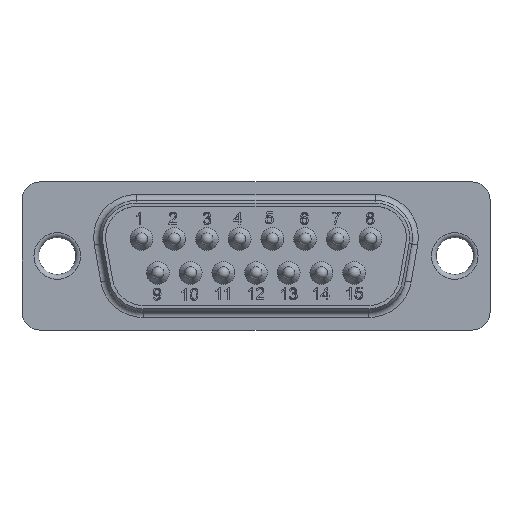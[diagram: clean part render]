
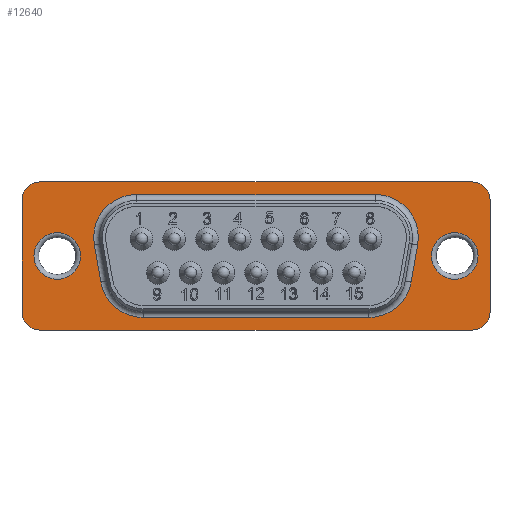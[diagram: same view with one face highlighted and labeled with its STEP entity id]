
A CAD part, top view. The second image highlights one B-rep face of the part: STEP entity #12640.
In plain terms, the highlighted face is planar.
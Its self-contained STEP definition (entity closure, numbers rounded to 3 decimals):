
#578=CIRCLE('',#13592,1.95);
#580=CIRCLE('',#13594,1.95);
#581=CIRCLE('',#13596,1.5);
#582=CIRCLE('',#13597,1.5);
#583=CIRCLE('',#13598,1.5);
#584=CIRCLE('',#13599,1.5);
#585=CIRCLE('',#13600,1.95);
#586=CIRCLE('',#13601,1.95);
#587=CIRCLE('',#13602,3.6);
#588=CIRCLE('',#13603,3.6);
#589=CIRCLE('',#13604,3.6);
#590=CIRCLE('',#13605,3.6);
#758=FACE_BOUND('',#2598,.T.);
#759=FACE_BOUND('',#2599,.T.);
#760=FACE_BOUND('',#2600,.T.);
#1128=PLANE('',#13595);
#1786=FACE_OUTER_BOUND('',#2597,.T.);
#2597=EDGE_LOOP('',(#11590,#11591,#11592,#11593,#11594,#11595,#11596,#11597));
#2598=EDGE_LOOP('',(#11598,#11599));
#2599=EDGE_LOOP('',(#11600,#11601,#11602,#11603,#11604,#11605,#11606,#11607));
#2600=EDGE_LOOP('',(#11608,#11609));
#3740=LINE('',#24583,#4888);
#3741=LINE('',#24587,#4889);
#3742=LINE('',#24591,#4890);
#3743=LINE('',#24594,#4891);
#3744=LINE('',#24601,#4892);
#3745=LINE('',#24605,#4893);
#3746=LINE('',#24609,#4894);
#3747=LINE('',#24613,#4895);
#4888=VECTOR('',#16406,10.);
#4889=VECTOR('',#16409,10.);
#4890=VECTOR('',#16412,10.);
#4891=VECTOR('',#16415,10.);
#4892=VECTOR('',#16420,10.);
#4893=VECTOR('',#16423,10.);
#4894=VECTOR('',#16426,10.);
#4895=VECTOR('',#16429,10.);
#6365=VERTEX_POINT('',#24573);
#6366=VERTEX_POINT('',#24574);
#6367=VERTEX_POINT('',#24579);
#6368=VERTEX_POINT('',#24580);
#6369=VERTEX_POINT('',#24582);
#6370=VERTEX_POINT('',#24584);
#6371=VERTEX_POINT('',#24586);
#6372=VERTEX_POINT('',#24588);
#6373=VERTEX_POINT('',#24590);
#6374=VERTEX_POINT('',#24592);
#6375=VERTEX_POINT('',#24595);
#6376=VERTEX_POINT('',#24596);
#6377=VERTEX_POINT('',#24599);
#6378=VERTEX_POINT('',#24600);
#6379=VERTEX_POINT('',#24602);
#6380=VERTEX_POINT('',#24604);
#6381=VERTEX_POINT('',#24606);
#6382=VERTEX_POINT('',#24608);
#6383=VERTEX_POINT('',#24610);
#6384=VERTEX_POINT('',#24612);
#8116=EDGE_CURVE('',#6365,#6366,#578,.T.);
#8118=EDGE_CURVE('',#6366,#6365,#580,.T.);
#8119=EDGE_CURVE('',#6367,#6368,#581,.T.);
#8120=EDGE_CURVE('',#6369,#6367,#3740,.T.);
#8121=EDGE_CURVE('',#6370,#6369,#582,.T.);
#8122=EDGE_CURVE('',#6371,#6370,#3741,.T.);
#8123=EDGE_CURVE('',#6372,#6371,#583,.T.);
#8124=EDGE_CURVE('',#6373,#6372,#3742,.T.);
#8125=EDGE_CURVE('',#6374,#6373,#584,.T.);
#8126=EDGE_CURVE('',#6368,#6374,#3743,.T.);
#8127=EDGE_CURVE('',#6375,#6376,#585,.T.);
#8128=EDGE_CURVE('',#6376,#6375,#586,.T.);
#8129=EDGE_CURVE('',#6377,#6378,#3744,.T.);
#8130=EDGE_CURVE('',#6379,#6377,#587,.T.);
#8131=EDGE_CURVE('',#6380,#6379,#3745,.T.);
#8132=EDGE_CURVE('',#6381,#6380,#588,.T.);
#8133=EDGE_CURVE('',#6382,#6381,#3746,.T.);
#8134=EDGE_CURVE('',#6383,#6382,#589,.T.);
#8135=EDGE_CURVE('',#6384,#6383,#3747,.T.);
#8136=EDGE_CURVE('',#6378,#6384,#590,.T.);
#11590=ORIENTED_EDGE('',*,*,#8119,.F.);
#11591=ORIENTED_EDGE('',*,*,#8120,.F.);
#11592=ORIENTED_EDGE('',*,*,#8121,.F.);
#11593=ORIENTED_EDGE('',*,*,#8122,.F.);
#11594=ORIENTED_EDGE('',*,*,#8123,.F.);
#11595=ORIENTED_EDGE('',*,*,#8124,.F.);
#11596=ORIENTED_EDGE('',*,*,#8125,.F.);
#11597=ORIENTED_EDGE('',*,*,#8126,.F.);
#11598=ORIENTED_EDGE('',*,*,#8127,.F.);
#11599=ORIENTED_EDGE('',*,*,#8128,.F.);
#11600=ORIENTED_EDGE('',*,*,#8129,.F.);
#11601=ORIENTED_EDGE('',*,*,#8130,.F.);
#11602=ORIENTED_EDGE('',*,*,#8131,.F.);
#11603=ORIENTED_EDGE('',*,*,#8132,.F.);
#11604=ORIENTED_EDGE('',*,*,#8133,.F.);
#11605=ORIENTED_EDGE('',*,*,#8134,.F.);
#11606=ORIENTED_EDGE('',*,*,#8135,.F.);
#11607=ORIENTED_EDGE('',*,*,#8136,.F.);
#11608=ORIENTED_EDGE('',*,*,#8116,.F.);
#11609=ORIENTED_EDGE('',*,*,#8118,.F.);
#12640=ADVANCED_FACE('',(#1786,#758,#759,#760),#1128,.F.);
#13592=AXIS2_PLACEMENT_3D('',#24575,#16396,#16397);
#13594=AXIS2_PLACEMENT_3D('',#24577,#16400,#16401);
#13595=AXIS2_PLACEMENT_3D('',#24578,#16402,#16403);
#13596=AXIS2_PLACEMENT_3D('',#24581,#16404,#16405);
#13597=AXIS2_PLACEMENT_3D('',#24585,#16407,#16408);
#13598=AXIS2_PLACEMENT_3D('',#24589,#16410,#16411);
#13599=AXIS2_PLACEMENT_3D('',#24593,#16413,#16414);
#13600=AXIS2_PLACEMENT_3D('',#24597,#16416,#16417);
#13601=AXIS2_PLACEMENT_3D('',#24598,#16418,#16419);
#13602=AXIS2_PLACEMENT_3D('',#24603,#16421,#16422);
#13603=AXIS2_PLACEMENT_3D('',#24607,#16424,#16425);
#13604=AXIS2_PLACEMENT_3D('',#24611,#16427,#16428);
#13605=AXIS2_PLACEMENT_3D('',#24614,#16430,#16431);
#16396=DIRECTION('center_axis',(0.,0.,-1.));
#16397=DIRECTION('ref_axis',(-1.,0.,0.));
#16400=DIRECTION('center_axis',(0.,0.,-1.));
#16401=DIRECTION('ref_axis',(-1.,0.,0.));
#16402=DIRECTION('center_axis',(0.,0.,1.));
#16403=DIRECTION('ref_axis',(1.,0.,0.));
#16404=DIRECTION('center_axis',(0.,0.,1.));
#16405=DIRECTION('ref_axis',(-0.707,0.707,0.));
#16406=DIRECTION('',(-1.,0.,0.));
#16407=DIRECTION('center_axis',(0.,0.,1.));
#16408=DIRECTION('ref_axis',(0.707,0.707,0.));
#16409=DIRECTION('',(0.,1.,0.));
#16410=DIRECTION('center_axis',(0.,0.,1.));
#16411=DIRECTION('ref_axis',(0.707,-0.707,0.));
#16412=DIRECTION('',(1.,0.,0.));
#16413=DIRECTION('center_axis',(0.,0.,1.));
#16414=DIRECTION('ref_axis',(-0.707,-0.707,0.));
#16415=DIRECTION('',(0.,-1.,0.));
#16416=DIRECTION('center_axis',(0.,0.,-1.));
#16417=DIRECTION('ref_axis',(-1.,0.,0.));
#16418=DIRECTION('center_axis',(0.,0.,-1.));
#16419=DIRECTION('ref_axis',(-1.,0.,0.));
#16420=DIRECTION('',(-1.,0.,0.));
#16421=DIRECTION('center_axis',(0.,0.,-1.));
#16422=DIRECTION('ref_axis',(0.643,-0.766,0.));
#16423=DIRECTION('',(-0.174,-0.985,0.));
#16424=DIRECTION('center_axis',(0.,0.,-1.));
#16425=DIRECTION('ref_axis',(0.766,0.643,0.));
#16426=DIRECTION('',(1.,0.,0.));
#16427=DIRECTION('center_axis',(0.,0.,-1.));
#16428=DIRECTION('ref_axis',(-0.766,0.643,0.));
#16429=DIRECTION('',(-0.174,0.985,0.));
#16430=DIRECTION('center_axis',(0.,0.,-1.));
#16431=DIRECTION('ref_axis',(-0.643,-0.766,0.));
#24573=CARTESIAN_POINT('',(18.6,0.,-0.5));
#24574=CARTESIAN_POINT('',(14.7,0.,-0.5));
#24575=CARTESIAN_POINT('Origin',(16.65,0.,-0.5));
#24577=CARTESIAN_POINT('Origin',(16.65,0.,-0.5));
#24578=CARTESIAN_POINT('Origin',(10.063,0.028,-0.5));
#24579=CARTESIAN_POINT('',(-18.1,6.2,-0.5));
#24580=CARTESIAN_POINT('',(-19.6,4.7,-0.5));
#24581=CARTESIAN_POINT('Origin',(-18.1,4.7,-0.5));
#24582=CARTESIAN_POINT('',(18.1,6.2,-0.5));
#24583=CARTESIAN_POINT('',(19.6,6.2,-0.5));
#24584=CARTESIAN_POINT('',(19.6,4.7,-0.5));
#24585=CARTESIAN_POINT('Origin',(18.1,4.7,-0.5));
#24586=CARTESIAN_POINT('',(19.6,-4.7,-0.5));
#24587=CARTESIAN_POINT('',(19.6,-6.2,-0.5));
#24588=CARTESIAN_POINT('',(18.1,-6.2,-0.5));
#24589=CARTESIAN_POINT('Origin',(18.1,-4.7,-0.5));
#24590=CARTESIAN_POINT('',(-18.1,-6.2,-0.5));
#24591=CARTESIAN_POINT('',(-19.6,-6.2,-0.5));
#24592=CARTESIAN_POINT('',(-19.6,-4.7,-0.5));
#24593=CARTESIAN_POINT('Origin',(-18.1,-4.7,-0.5));
#24594=CARTESIAN_POINT('',(-19.6,6.2,-0.5));
#24595=CARTESIAN_POINT('',(-14.7,0.,-0.5));
#24596=CARTESIAN_POINT('',(-18.6,0.,-0.5));
#24597=CARTESIAN_POINT('Origin',(-16.65,0.,-0.5));
#24598=CARTESIAN_POINT('Origin',(-16.65,0.,-0.5));
#24599=CARTESIAN_POINT('',(9.453,-5.15,-0.5));
#24600=CARTESIAN_POINT('',(-9.453,-5.15,-0.5));
#24601=CARTESIAN_POINT('',(5.032,-5.15,-0.5));
#24602=CARTESIAN_POINT('',(12.999,-2.175,-0.5));
#24603=CARTESIAN_POINT('Origin',(9.453,-1.55,-0.5));
#24604=CARTESIAN_POINT('',(13.545,0.925,-0.5));
#24605=CARTESIAN_POINT('',(13.143,-1.358,-0.5));
#24606=CARTESIAN_POINT('',(10.,5.15,-0.5));
#24607=CARTESIAN_POINT('Origin',(10.,1.55,-0.5));
#24608=CARTESIAN_POINT('',(-10.,5.15,-0.5));
#24609=CARTESIAN_POINT('',(5.032,5.15,-0.5));
#24610=CARTESIAN_POINT('',(-13.545,0.925,-0.5));
#24611=CARTESIAN_POINT('Origin',(-10.,1.55,-0.5));
#24612=CARTESIAN_POINT('',(-12.999,-2.175,-0.5));
#24613=CARTESIAN_POINT('',(-13.113,-1.529,-0.5));
#24614=CARTESIAN_POINT('Origin',(-9.453,-1.55,-0.5));
